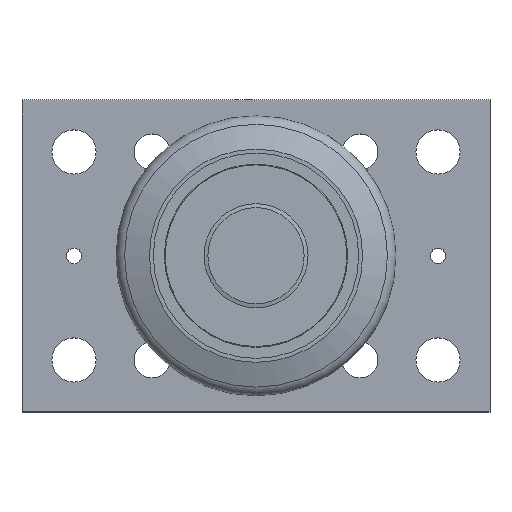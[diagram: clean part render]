
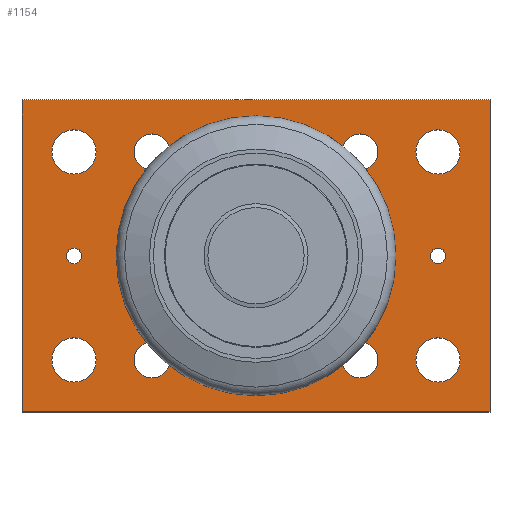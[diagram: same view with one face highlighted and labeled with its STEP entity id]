
A CAD part, top view. The second image highlights one B-rep face of the part: STEP entity #1154.
In plain terms, the highlighted planar face has unit normal (0, 0, 1).
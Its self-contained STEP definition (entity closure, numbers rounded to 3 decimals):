
#34=FACE_BOUND('',#261,.T.);
#35=FACE_BOUND('',#262,.T.);
#36=FACE_BOUND('',#263,.T.);
#37=FACE_BOUND('',#264,.T.);
#38=FACE_BOUND('',#265,.T.);
#39=FACE_BOUND('',#266,.T.);
#40=FACE_BOUND('',#267,.T.);
#41=FACE_BOUND('',#268,.T.);
#42=FACE_BOUND('',#269,.T.);
#43=FACE_BOUND('',#270,.T.);
#74=LINE('',#1921,#118);
#75=LINE('',#1923,#119);
#76=LINE('',#1925,#120);
#77=LINE('',#1926,#121);
#118=VECTOR('',#1540,10.);
#119=VECTOR('',#1541,10.);
#120=VECTOR('',#1542,10.);
#121=VECTOR('',#1543,10.);
#193=FACE_OUTER_BOUND('',#260,.T.);
#260=EDGE_LOOP('',(#824,#825,#826,#827));
#261=EDGE_LOOP('',(#828));
#262=EDGE_LOOP('',(#829));
#263=EDGE_LOOP('',(#830));
#264=EDGE_LOOP('',(#831));
#265=EDGE_LOOP('',(#832));
#266=EDGE_LOOP('',(#833));
#267=EDGE_LOOP('',(#834,#835));
#268=EDGE_LOOP('',(#836,#837));
#269=EDGE_LOOP('',(#838,#839));
#270=EDGE_LOOP('',(#840,#841));
#370=CIRCLE('',#1287,3.);
#371=CIRCLE('',#1288,3.);
#372=CIRCLE('',#1289,8.5);
#373=CIRCLE('',#1290,8.5);
#374=CIRCLE('',#1291,8.5);
#375=CIRCLE('',#1292,8.5);
#376=CIRCLE('',#1293,6.918);
#377=CIRCLE('',#1294,6.918);
#378=CIRCLE('',#1295,6.918);
#379=CIRCLE('',#1296,6.918);
#380=CIRCLE('',#1297,6.918);
#381=CIRCLE('',#1298,6.918);
#382=CIRCLE('',#1299,6.918);
#383=CIRCLE('',#1300,6.918);
#482=VERTEX_POINT('',#1919);
#483=VERTEX_POINT('',#1920);
#484=VERTEX_POINT('',#1922);
#485=VERTEX_POINT('',#1924);
#486=VERTEX_POINT('',#1927);
#487=VERTEX_POINT('',#1929);
#488=VERTEX_POINT('',#1931);
#489=VERTEX_POINT('',#1933);
#490=VERTEX_POINT('',#1935);
#491=VERTEX_POINT('',#1937);
#492=VERTEX_POINT('',#1939);
#493=VERTEX_POINT('',#1940);
#494=VERTEX_POINT('',#1943);
#495=VERTEX_POINT('',#1944);
#496=VERTEX_POINT('',#1947);
#497=VERTEX_POINT('',#1948);
#498=VERTEX_POINT('',#1951);
#499=VERTEX_POINT('',#1952);
#612=EDGE_CURVE('',#482,#483,#74,.T.);
#613=EDGE_CURVE('',#484,#482,#75,.T.);
#614=EDGE_CURVE('',#485,#484,#76,.T.);
#615=EDGE_CURVE('',#483,#485,#77,.T.);
#616=EDGE_CURVE('',#486,#486,#370,.T.);
#617=EDGE_CURVE('',#487,#487,#371,.T.);
#618=EDGE_CURVE('',#488,#488,#372,.T.);
#619=EDGE_CURVE('',#489,#489,#373,.T.);
#620=EDGE_CURVE('',#490,#490,#374,.T.);
#621=EDGE_CURVE('',#491,#491,#375,.T.);
#622=EDGE_CURVE('',#492,#493,#376,.T.);
#623=EDGE_CURVE('',#493,#492,#377,.T.);
#624=EDGE_CURVE('',#494,#495,#378,.T.);
#625=EDGE_CURVE('',#495,#494,#379,.T.);
#626=EDGE_CURVE('',#496,#497,#380,.T.);
#627=EDGE_CURVE('',#497,#496,#381,.T.);
#628=EDGE_CURVE('',#498,#499,#382,.T.);
#629=EDGE_CURVE('',#499,#498,#383,.T.);
#824=ORIENTED_EDGE('',*,*,#612,.F.);
#825=ORIENTED_EDGE('',*,*,#613,.F.);
#826=ORIENTED_EDGE('',*,*,#614,.F.);
#827=ORIENTED_EDGE('',*,*,#615,.F.);
#828=ORIENTED_EDGE('',*,*,#616,.T.);
#829=ORIENTED_EDGE('',*,*,#617,.T.);
#830=ORIENTED_EDGE('',*,*,#618,.T.);
#831=ORIENTED_EDGE('',*,*,#619,.T.);
#832=ORIENTED_EDGE('',*,*,#620,.T.);
#833=ORIENTED_EDGE('',*,*,#621,.T.);
#834=ORIENTED_EDGE('',*,*,#622,.T.);
#835=ORIENTED_EDGE('',*,*,#623,.T.);
#836=ORIENTED_EDGE('',*,*,#624,.T.);
#837=ORIENTED_EDGE('',*,*,#625,.T.);
#838=ORIENTED_EDGE('',*,*,#626,.T.);
#839=ORIENTED_EDGE('',*,*,#627,.T.);
#840=ORIENTED_EDGE('',*,*,#628,.T.);
#841=ORIENTED_EDGE('',*,*,#629,.T.);
#1045=PLANE('',#1286);
#1154=ADVANCED_FACE('',(#193,#34,#35,#36,#37,#38,#39,#40,#41,#42,#43),#1045,
 .T.);
#1286=AXIS2_PLACEMENT_3D('',#1918,#1538,#1539);
#1287=AXIS2_PLACEMENT_3D('',#1928,#1544,#1545);
#1288=AXIS2_PLACEMENT_3D('',#1930,#1546,#1547);
#1289=AXIS2_PLACEMENT_3D('',#1932,#1548,#1549);
#1290=AXIS2_PLACEMENT_3D('',#1934,#1550,#1551);
#1291=AXIS2_PLACEMENT_3D('',#1936,#1552,#1553);
#1292=AXIS2_PLACEMENT_3D('',#1938,#1554,#1555);
#1293=AXIS2_PLACEMENT_3D('',#1941,#1556,#1557);
#1294=AXIS2_PLACEMENT_3D('',#1942,#1558,#1559);
#1295=AXIS2_PLACEMENT_3D('',#1945,#1560,#1561);
#1296=AXIS2_PLACEMENT_3D('',#1946,#1562,#1563);
#1297=AXIS2_PLACEMENT_3D('',#1949,#1564,#1565);
#1298=AXIS2_PLACEMENT_3D('',#1950,#1566,#1567);
#1299=AXIS2_PLACEMENT_3D('',#1953,#1568,#1569);
#1300=AXIS2_PLACEMENT_3D('',#1954,#1570,#1571);
#1538=DIRECTION('center_axis',(0.,0.,1.));
#1539=DIRECTION('ref_axis',(1.,0.,0.));
#1540=DIRECTION('',(0.,1.,0.));
#1541=DIRECTION('',(-1.,0.,0.));
#1542=DIRECTION('',(0.,-1.,0.));
#1543=DIRECTION('',(1.,0.,0.));
#1544=DIRECTION('center_axis',(0.,0.,-1.));
#1545=DIRECTION('ref_axis',(-1.,0.,0.));
#1546=DIRECTION('center_axis',(0.,0.,-1.));
#1547=DIRECTION('ref_axis',(-1.,0.,0.));
#1548=DIRECTION('center_axis',(0.,0.,-1.));
#1549=DIRECTION('ref_axis',(-1.,0.,0.));
#1550=DIRECTION('center_axis',(0.,0.,-1.));
#1551=DIRECTION('ref_axis',(-1.,0.,0.));
#1552=DIRECTION('center_axis',(0.,0.,-1.));
#1553=DIRECTION('ref_axis',(-1.,0.,0.));
#1554=DIRECTION('center_axis',(0.,0.,-1.));
#1555=DIRECTION('ref_axis',(-1.,0.,0.));
#1556=DIRECTION('center_axis',(0.,0.,-1.));
#1557=DIRECTION('ref_axis',(1.,0.,0.));
#1558=DIRECTION('center_axis',(0.,0.,-1.));
#1559=DIRECTION('ref_axis',(1.,0.,0.));
#1560=DIRECTION('center_axis',(0.,0.,-1.));
#1561=DIRECTION('ref_axis',(1.,0.,0.));
#1562=DIRECTION('center_axis',(0.,0.,-1.));
#1563=DIRECTION('ref_axis',(1.,0.,0.));
#1564=DIRECTION('center_axis',(0.,0.,-1.));
#1565=DIRECTION('ref_axis',(1.,0.,0.));
#1566=DIRECTION('center_axis',(0.,0.,-1.));
#1567=DIRECTION('ref_axis',(1.,0.,0.));
#1568=DIRECTION('center_axis',(0.,0.,-1.));
#1569=DIRECTION('ref_axis',(1.,0.,0.));
#1570=DIRECTION('center_axis',(0.,0.,-1.));
#1571=DIRECTION('ref_axis',(1.,0.,0.));
#1918=CARTESIAN_POINT('Origin',(90.,60.,20.));
#1919=CARTESIAN_POINT('',(0.,0.,20.));
#1920=CARTESIAN_POINT('',(0.,120.,20.));
#1921=CARTESIAN_POINT('',(0.,120.,20.));
#1922=CARTESIAN_POINT('',(180.,0.,20.));
#1923=CARTESIAN_POINT('',(0.,0.,20.));
#1924=CARTESIAN_POINT('',(180.,120.,20.));
#1925=CARTESIAN_POINT('',(180.,0.,20.));
#1926=CARTESIAN_POINT('',(180.,120.,20.));
#1927=CARTESIAN_POINT('',(23.,60.,20.));
#1928=CARTESIAN_POINT('Origin',(20.,60.,20.));
#1929=CARTESIAN_POINT('',(163.,60.,20.));
#1930=CARTESIAN_POINT('Origin',(160.,60.,20.));
#1931=CARTESIAN_POINT('',(168.5,100.,20.));
#1932=CARTESIAN_POINT('Origin',(160.,100.,20.));
#1933=CARTESIAN_POINT('',(168.5,20.,20.));
#1934=CARTESIAN_POINT('Origin',(160.,20.,20.));
#1935=CARTESIAN_POINT('',(28.5,100.,20.));
#1936=CARTESIAN_POINT('Origin',(20.,100.,20.));
#1937=CARTESIAN_POINT('',(28.5,20.,20.));
#1938=CARTESIAN_POINT('Origin',(20.,20.,20.));
#1939=CARTESIAN_POINT('',(56.918,100.,20.));
#1940=CARTESIAN_POINT('',(43.083,100.,20.));
#1941=CARTESIAN_POINT('Origin',(50.,100.,20.));
#1942=CARTESIAN_POINT('Origin',(50.,100.,20.));
#1943=CARTESIAN_POINT('',(136.918,100.,20.));
#1944=CARTESIAN_POINT('',(123.083,100.,20.));
#1945=CARTESIAN_POINT('Origin',(130.,100.,20.));
#1946=CARTESIAN_POINT('Origin',(130.,100.,20.));
#1947=CARTESIAN_POINT('',(136.918,20.,20.));
#1948=CARTESIAN_POINT('',(123.083,20.,20.));
#1949=CARTESIAN_POINT('Origin',(130.,20.,20.));
#1950=CARTESIAN_POINT('Origin',(130.,20.,20.));
#1951=CARTESIAN_POINT('',(56.918,20.,20.));
#1952=CARTESIAN_POINT('',(43.083,20.,20.));
#1953=CARTESIAN_POINT('Origin',(50.,20.,20.));
#1954=CARTESIAN_POINT('Origin',(50.,20.,20.));
